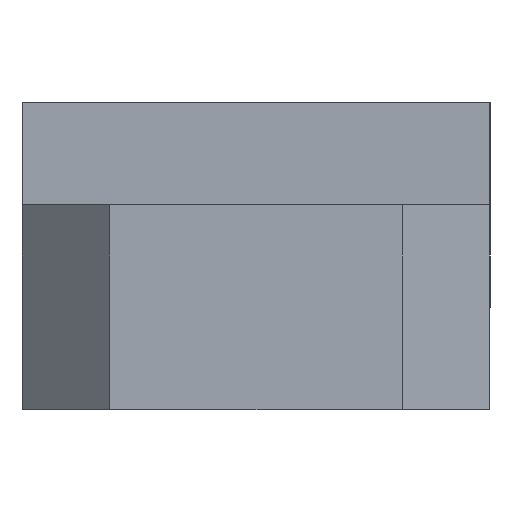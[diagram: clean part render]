
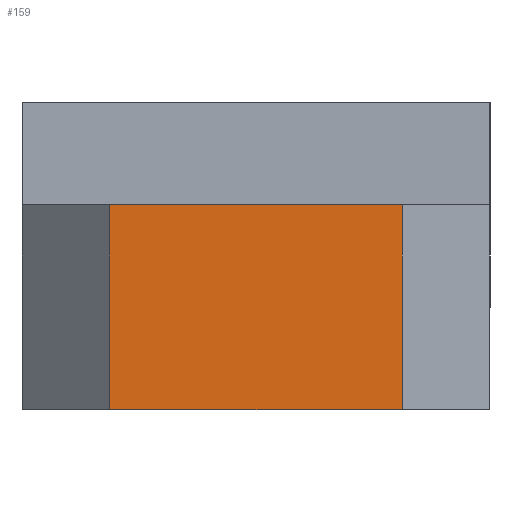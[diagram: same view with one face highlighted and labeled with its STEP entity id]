
A CAD part, left-side view. The second image highlights one B-rep face of the part: STEP entity #159.
In plain terms, the highlighted planar face has unit normal (-1, 0, 0).
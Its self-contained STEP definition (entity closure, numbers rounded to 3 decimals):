
#120=CARTESIAN_POINT('',(-3.95,4.0,2.625));
#121=DIRECTION('',(1.0,0.0,0.0));
#122=DIRECTION('',(0.0,0.0,-1.0));
#123=AXIS2_PLACEMENT_3D('',#120,#121,#122);
#124=PLANE('',#123);
#125=CARTESIAN_POINT('',(-3.95,2.5,0.875));
#126=VERTEX_POINT('',#125);
#127=CARTESIAN_POINT('',(-3.95,-2.5,0.875));
#128=VERTEX_POINT('',#127);
#129=CARTESIAN_POINT('',(-3.95,2.5,0.875));
#130=DIRECTION('',(0.0,-1.0,0.0));
#131=VECTOR('',#130,5.0);
#132=LINE('',#129,#131);
#133=EDGE_CURVE('',#126,#128,#132,.T.);
#134=ORIENTED_EDGE('',*,*,#133,.F.);
#135=CARTESIAN_POINT('',(-3.95,2.5,-2.625));
#136=VERTEX_POINT('',#135);
#137=CARTESIAN_POINT('',(-3.95,2.5,0.875));
#138=DIRECTION('',(0.0,0.0,-1.0));
#139=VECTOR('',#138,3.5);
#140=LINE('',#137,#139);
#141=EDGE_CURVE('',#126,#136,#140,.T.);
#142=ORIENTED_EDGE('',*,*,#141,.T.);
#143=CARTESIAN_POINT('',(-3.95,-2.5,-2.625));
#144=VERTEX_POINT('',#143);
#145=CARTESIAN_POINT('',(-3.95,2.5,-2.625));
#146=DIRECTION('',(0.0,-1.0,0.0));
#147=VECTOR('',#146,5.0);
#148=LINE('',#145,#147);
#149=EDGE_CURVE('',#136,#144,#148,.T.);
#150=ORIENTED_EDGE('',*,*,#149,.T.);
#151=CARTESIAN_POINT('',(-3.95,-2.5,-2.625));
#152=DIRECTION('',(0.0,0.0,1.0));
#153=VECTOR('',#152,3.5);
#154=LINE('',#151,#153);
#155=EDGE_CURVE('',#144,#128,#154,.T.);
#156=ORIENTED_EDGE('',*,*,#155,.T.);
#157=EDGE_LOOP('',(#134,#142,#150,#156));
#158=FACE_BOUND('',#157,.T.);
#159=ADVANCED_FACE('',(#158),#124,.F.);
